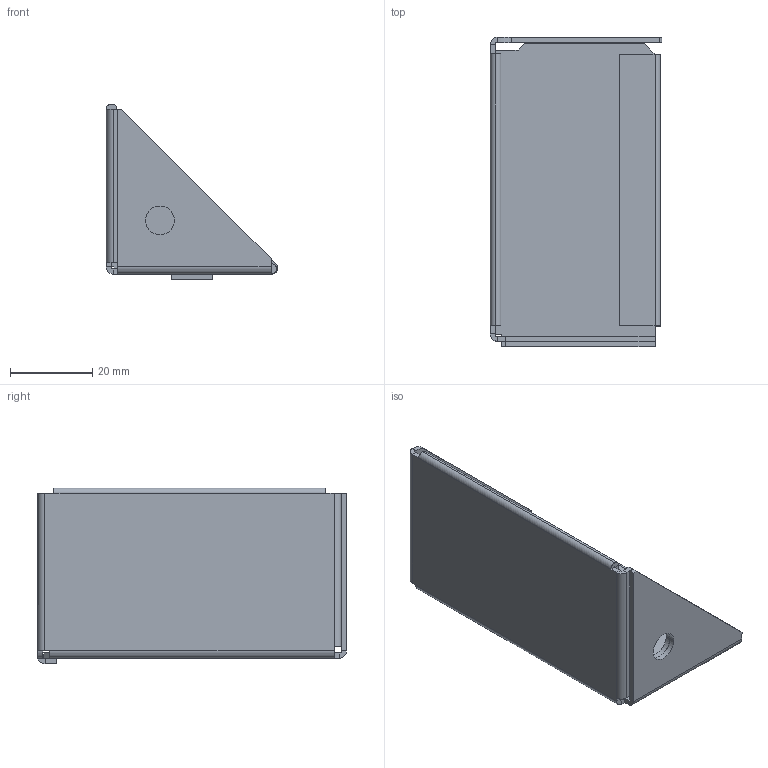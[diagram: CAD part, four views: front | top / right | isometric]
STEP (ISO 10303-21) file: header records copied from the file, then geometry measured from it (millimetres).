
FILE_DESCRIPTION (( 'STEP AP214' ), '1' );
FILE_NAME ('6049288.STEP', '2025-10-27T06:34:01', ( '' ), ( '' ), 'SwSTEP 2.0', 'SolidWorks 2024', '' );
FILE_SCHEMA (( 'AUTOMOTIVE_DESIGN' ));
Length unit declared in the file: millimetre
Products named in the file (1): 6049288
Bounding box: 41.63 x 75.01 x 42.72 mm (x, y, z)
Volume: 11906.4 mm3; surface area: 19833.8 mm2
Topology: 1 solids, 1 shells, 92 faces, 230 edges, 140 vertices
Faces by surface type: plane 68, cylinder 23, bspline 1
Entity records: 2717 total; most frequent: CARTESIAN_POINT 480, ORIENTED_EDGE 460, DIRECTION 456, EDGE_CURVE 230, LINE 180, VECTOR 180, VERTEX_POINT 140, AXIS2_PLACEMENT_3D 138
